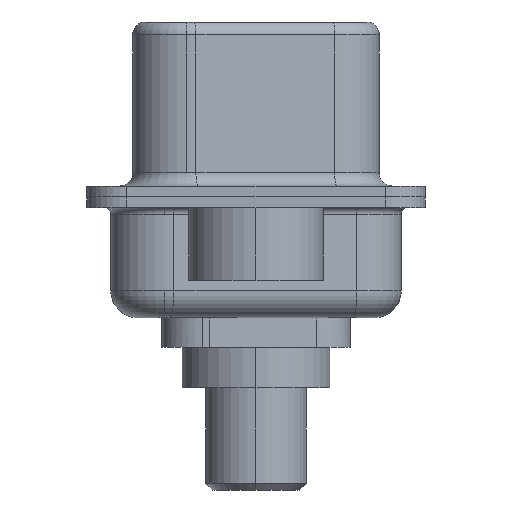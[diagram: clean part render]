
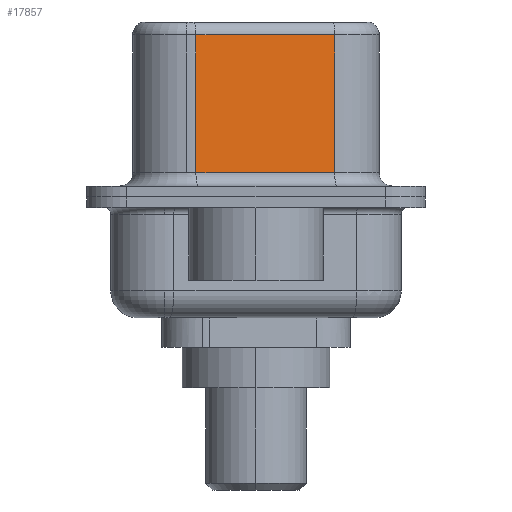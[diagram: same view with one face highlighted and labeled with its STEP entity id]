
A CAD part, left-side view. The second image highlights one B-rep face of the part: STEP entity #17857.
In plain terms, the highlighted planar face has unit normal (-0.985, -0.174, 0).
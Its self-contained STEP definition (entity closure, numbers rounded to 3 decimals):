
#1006 = VECTOR ( 'NONE', #15335, 1000. ) ;
#2505 = CARTESIAN_POINT ( 'NONE',  ( 4.565, -2.927, 6.52 ) ) ;
#2609 = CARTESIAN_POINT ( 'NONE',  ( 4.565, -2.927, 6.02 ) ) ;
#2888 = DIRECTION ( 'NONE',  ( -0.174, 0.985, 0. ) ) ;
#2889 = LINE ( 'NONE', #2505, #17294 ) ;
#3558 = EDGE_CURVE ( 'NONE', #4377, #17589, #4397, .T. ) ;
#3876 = ORIENTED_EDGE ( 'NONE', *, *, #16526, .T. ) ;
#4109 = PLANE ( 'NONE',  #5749 ) ;
#4167 = CARTESIAN_POINT ( 'NONE',  ( 4.565, -2.927, 6.52 ) ) ;
#4377 = VERTEX_POINT ( 'NONE', #9763 ) ;
#4397 = LINE ( 'NONE', #2609, #11553 ) ;
#4984 = VERTEX_POINT ( 'NONE', #9210 ) ;
#5585 = DIRECTION ( 'NONE',  ( -0.174, 0.985, 0. ) ) ;
#5749 = AXIS2_PLACEMENT_3D ( 'NONE', #4167, #13999, #5585 ) ;
#6719 = CARTESIAN_POINT ( 'NONE',  ( 4.565, -2.927, 0.9 ) ) ;
#7298 = FACE_OUTER_BOUND ( 'NONE', #14194, .T. ) ;
#7962 = LINE ( 'NONE', #12714, #15317 ) ;
#8408 = ORIENTED_EDGE ( 'NONE', *, *, #16343, .F. ) ;
#9210 = CARTESIAN_POINT ( 'NONE',  ( 3.655, 2.233, 0.9 ) ) ;
#9393 = EDGE_CURVE ( 'NONE', #17589, #4984, #7962, .T. ) ;
#9763 = CARTESIAN_POINT ( 'NONE',  ( 4.565, -2.927, 6.02 ) ) ;
#9980 = CARTESIAN_POINT ( 'NONE',  ( 4.565, -2.927, 0.9 ) ) ;
#11553 = VECTOR ( 'NONE', #2888, 1000. ) ;
#12714 = CARTESIAN_POINT ( 'NONE',  ( 3.655, 2.233, 6.52 ) ) ;
#13323 = ORIENTED_EDGE ( 'NONE', *, *, #9393, .T. ) ;
#13728 = VERTEX_POINT ( 'NONE', #6719 ) ;
#13999 = DIRECTION ( 'NONE',  ( 0.985, 0.174, 0. ) ) ;
#14041 = DIRECTION ( 'NONE',  ( 0., 0., -1. ) ) ;
#14194 = EDGE_LOOP ( 'NONE', ( #8408, #16210, #13323, #3876 ) ) ;
#15317 = VECTOR ( 'NONE', #14041, 1000. ) ;
#15335 = DIRECTION ( 'NONE',  ( 0.174, -0.985, 0. ) ) ;
#15967 = LINE ( 'NONE', #9980, #1006 ) ;
#16210 = ORIENTED_EDGE ( 'NONE', *, *, #3558, .T. ) ;
#16343 = EDGE_CURVE ( 'NONE', #4377, #13728, #2889, .T. ) ;
#16526 = EDGE_CURVE ( 'NONE', #4984, #13728, #15967, .T. ) ;
#17220 = CARTESIAN_POINT ( 'NONE',  ( 3.655, 2.233, 6.02 ) ) ;
#17294 = VECTOR ( 'NONE', #17946, 1000. ) ;
#17589 = VERTEX_POINT ( 'NONE', #17220 ) ;
#17857 = ADVANCED_FACE ( 'NONE', ( #7298 ), #4109, .F. ) ;
#17946 = DIRECTION ( 'NONE',  ( 0., 0., -1. ) ) ;
